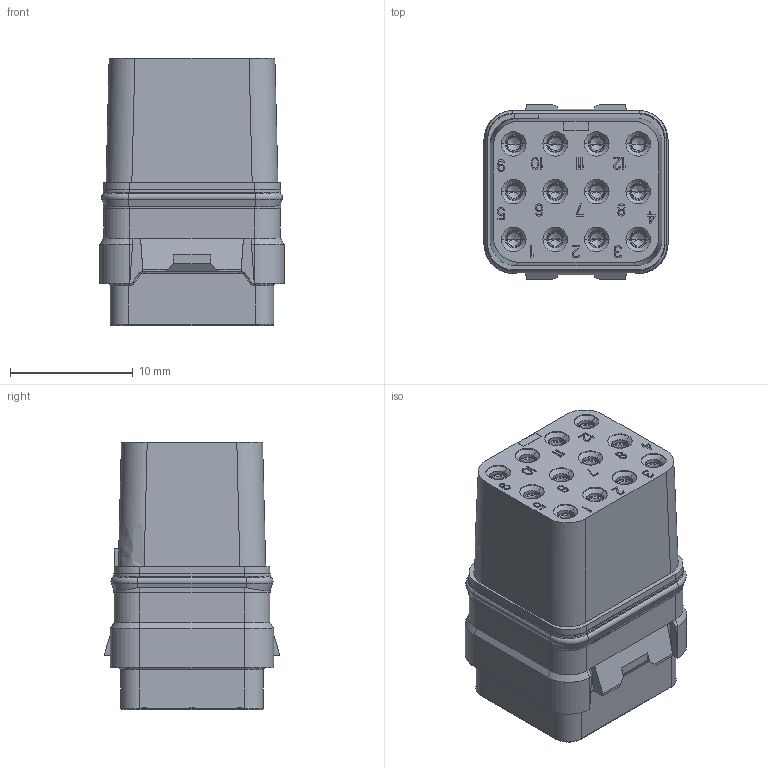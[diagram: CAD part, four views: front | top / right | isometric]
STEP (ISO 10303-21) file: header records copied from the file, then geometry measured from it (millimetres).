
FILE_DESCRIPTION((''),'2;1');
FILE_NAME('SIME0912SNC','2020-01-27T',('presta_be4'),(''),'CREO PARAMETRIC BY PTC INC, 2018360','CREO PARAMETRIC BY PTC INC, 2018360','');
FILE_SCHEMA(('CONFIG_CONTROL_DESIGN'));
Products named in the file (1): SIME0912SNC
Bounding box: 15 x 14.2 x 21.77 mm (x, y, z)
Volume: 2801.7 mm3; surface area: 6414.6 mm2
Topology: 1 solids, 2 shells, 2999 faces, 7676 edges, 4753 vertices
Faces by surface type: plane 1459, cylinder 548, torus 532, cone 440, bspline 20
Entity records: 96792 total; most frequent: CARTESIAN_POINT 23548, DIRECTION 15566, ORIENTED_EDGE 15256, EDGE_CURVE 7628, AXIS2_PLACEMENT_3D 5667, VERTEX_POINT 4753, VECTOR 4232, LINE 4232
